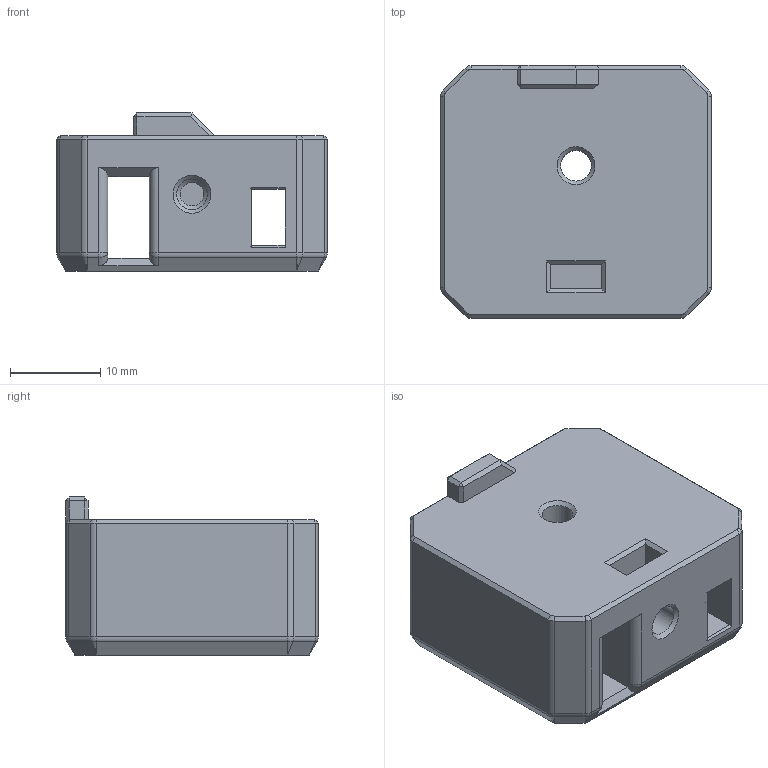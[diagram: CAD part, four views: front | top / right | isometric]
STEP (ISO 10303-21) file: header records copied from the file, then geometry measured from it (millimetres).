
FILE_DESCRIPTION(/* description */ (''),/* implementation_level */ '2;1');
FILE_NAME(/* name */ 'y_belt_tensioner_rear_V0SN_r1.step',/* time_stamp */ '2025-11-12T18:33:59-05:00',/* author */ (''),/* organization */ (''),/* preprocessor_version */ 'ST-DEVELOPER v20.1',/* originating_system */ 'Autodesk Translation Framework v14.21.0.0',/* authorisation */ '');
FILE_SCHEMA (('AUTOMOTIVE_DESIGN { 1 0 10303 214 3 1 1 }'));
Length unit declared in the file: millimetre
Products named in the file (1): y_belt_tensioner_rear_V0SN_r1
Bounding box: 30 x 28 x 17.5 mm (x, y, z)
Volume: 9911.2 mm3; surface area: 4919.3 mm2
Topology: 1 solids, 1 shells, 406 faces, 1096 edges, 696 vertices
Faces by surface type: plane 198, cylinder 100, bspline 74, cone 22, sphere 12
Full cylindrical faces by diameter (mm): 3.4 x3, 6 x1
Entity records: 13316 total; most frequent: CARTESIAN_POINT 3449, ORIENTED_EDGE 2176, DIRECTION 1838, EDGE_CURVE 1088, LINE 708, VECTOR 708, VERTEX_POINT 696, AXIS2_PLACEMENT_3D 565
